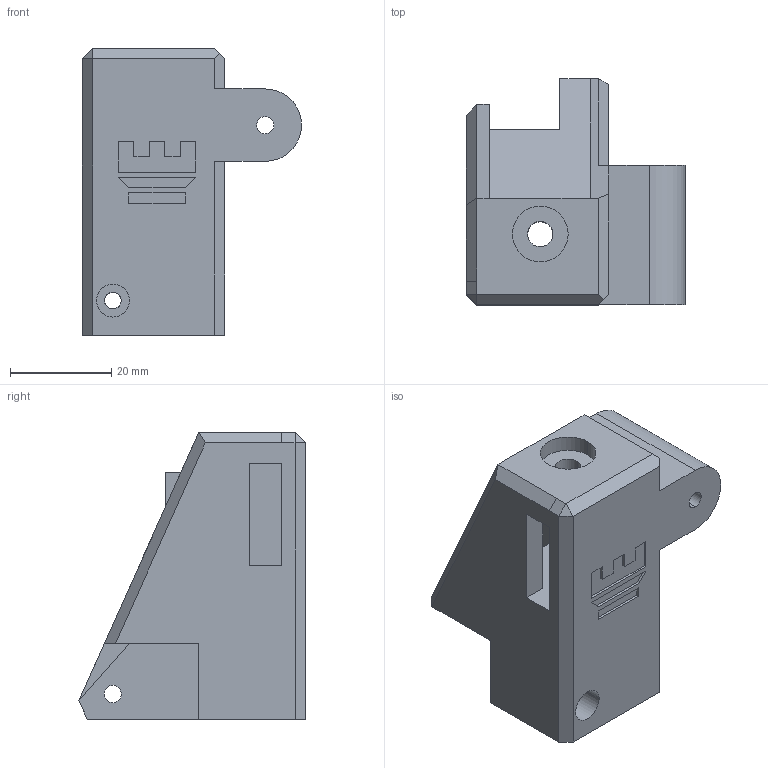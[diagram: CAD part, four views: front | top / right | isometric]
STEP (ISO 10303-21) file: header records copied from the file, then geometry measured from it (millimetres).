
FILE_DESCRIPTION (( 'STEP AP214' ), '1' );
FILE_NAME ('V1Right_Idler ROD MOD.STEP', '2022-11-29T15:47:08', ( '' ), ( '' ), 'SwSTEP 2.0', 'SolidWorks 2020', '' );
FILE_SCHEMA (( 'AUTOMOTIVE_DESIGN' ));
Length unit declared in the file: millimetre
Products named in the file (1): V1Right_Idler ROD MOD
Bounding box: 43.24 x 44.68 x 56.6 mm (x, y, z)
Volume: 36859.6 mm3; surface area: 12943 mm2
Topology: 1 solids, 1 shells, 83 faces, 215 edges, 140 vertices
Faces by surface type: plane 64, cylinder 17, bspline 2
Entity records: 3049 total; most frequent: CARTESIAN_POINT 492, ORIENTED_EDGE 430, DIRECTION 408, EDGE_CURVE 215, VECTOR 176, LINE 176, VERTEX_POINT 140, AXIS2_PLACEMENT_3D 116
